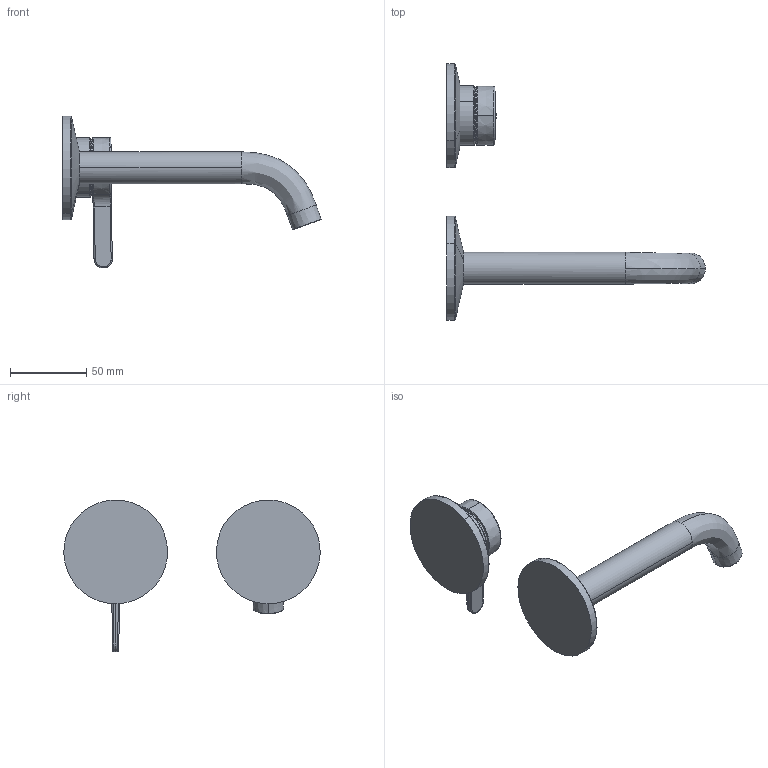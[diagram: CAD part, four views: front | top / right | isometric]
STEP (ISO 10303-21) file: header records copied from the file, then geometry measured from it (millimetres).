
FILE_DESCRIPTION(('3DEXPERIENCE STEP','CAx-IF Rec.Pracs.--- Model Styling and Organization---1.5--- 2016-08-15','CAx-IF Rec.Pracs.---Supplemental Geometry---1.0---2011-11-01','CAx-IF Rec.Pracs.--- Composite Materials ---3.4---2017-06-13','CAx-IF Rec.Pracs.---Tessellated 3D Geometry---1.0---2015-12-17'),'2;1');
FILE_NAME('prd-HG-00811434.stp','2024-08-28T14:47:14+00:00',('none'),('none'),'3DEXPERIENCE Platform3DEXPERIENCE R2023x HotFix 5','3DEXPERIENCE Platform STEP AP242 v2','none');
FILE_SCHEMA(('AP242_MANAGED_MODEL_BASED_3D_ENGINEERING_MIM_LF {1 0 10303 442 1 1 4}'));
Length unit declared in the file: millimetre
Products named in the file (7): P-2_AX_One_2-L_WTM_UP_160mm_m_Hebelgriff; P-2_Auslauf_160mm_2L_WTA-WM_AX_BO; P-2_Rosette_2L_WTA_WM_AX_BO; P-2_Rosette_Auslauf_2L-WTA-WM_AX_BO; P-2_Griff_2-Loch_Wand_AX_BO; P-2_Huelse_2L-WTA-WM_Metris_E3; LIM_SR_CA-M16,5x1_HC_1,5gpm-air_gruen-weiss
Assembly tree (6 placements, depth 2):
  P-2_AX_One_2-L_WTM_UP_160mm_m_Hebelgriff
    P-2_Auslauf_160mm_2L_WTA-WM_AX_BO
    P-2_Rosette_2L_WTA_WM_AX_BO
    P-2_Rosette_Auslauf_2L-WTA-WM_AX_BO
    P-2_Griff_2-Loch_Wand_AX_BO
    P-2_Huelse_2L-WTA-WM_Metris_E3
    LIM_SR_CA-M16,5x1_HC_1,5gpm-air_gruen-weiss
Bounding box: 169.34 x 167.98 x 99.56 mm (x, y, z)
Volume: 154965.3 mm3; surface area: 41320.4 mm2
Topology: 6 solids, 6 shells, 752 faces, 1904 edges, 1219 vertices
Faces by surface type: plane 556, cylinder 67, torus 58, bspline 41, cone 18, sphere 6, extrusion 4, revolution 2
Entity records: 25843 total; most frequent: CARTESIAN_POINT 8186, ORIENTED_EDGE 3796, DIRECTION 3102, EDGE_CURVE 1898, VECTOR 1419, LINE 1415, VERTEX_POINT 1219, AXIS2_PLACEMENT_3D 995
